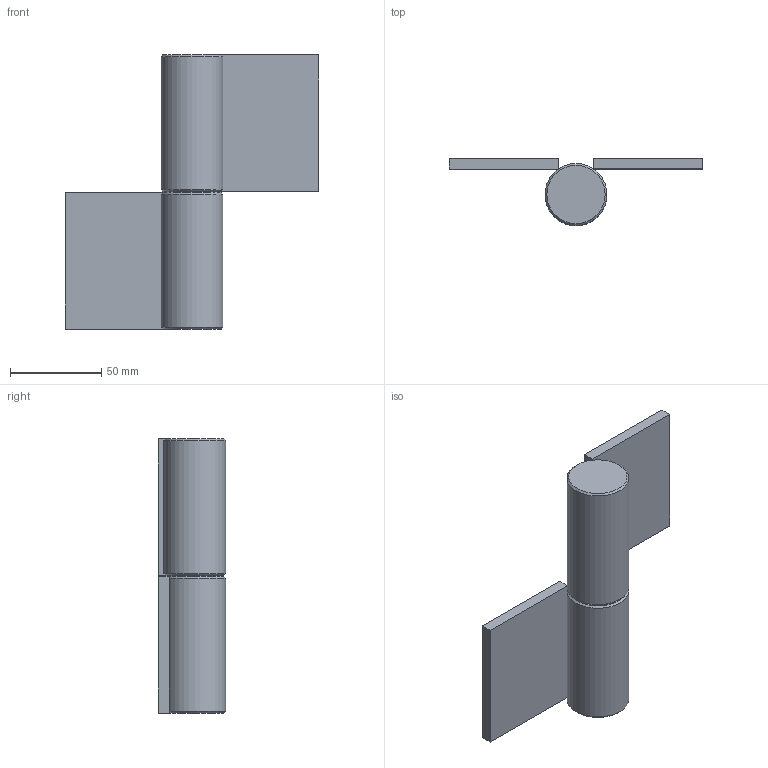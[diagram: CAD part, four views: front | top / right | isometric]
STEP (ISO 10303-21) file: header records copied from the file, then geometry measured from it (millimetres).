
FILE_DESCRIPTION(('STEP AP203'), '1');
FILE_NAME('ÐË833.01.00.000 Ïåòëÿ óñèëåííàÿ ô34 (ÎÁ)', '2015-09-30T07:57:36', (''), (''), 'ASCON STEP Converter 1.3', 'ASCON Math Kernel', '');
FILE_SCHEMA(('CONFIG_CONTROL_DESIGN'));
Length unit declared in the file: millimetre
Products named in the file (1): 倓833.01.00.00011
Bounding box: 139.29 x 37 x 150.5 mm (x, y, z)
Volume: 188203.4 mm3; surface area: 41995.3 mm2
Topology: 1 solids, 5 shells, 47 faces, 86 edges, 55 vertices
Faces by surface type: plane 24, cylinder 9, torus 8, cone 6
Full cylindrical faces by diameter (mm): 0.1 x2, 16 x1, 17 x1, 18 x1, 30 x2, 34 x2
Entity records: 1148 total; most frequent: CARTESIAN_POINT 236, DIRECTION 192, ORIENTED_EDGE 124, AXIS2_PLACEMENT_3D 84, EDGE_LOOP 82, EDGE_CURVE 62, VERTEX_POINT 54, ADVANCED_FACE 47
